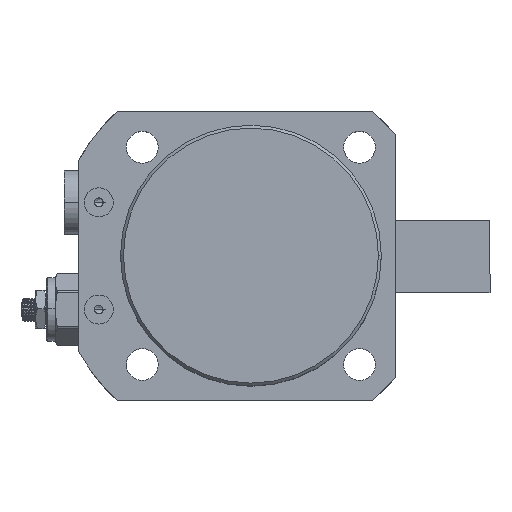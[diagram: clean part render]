
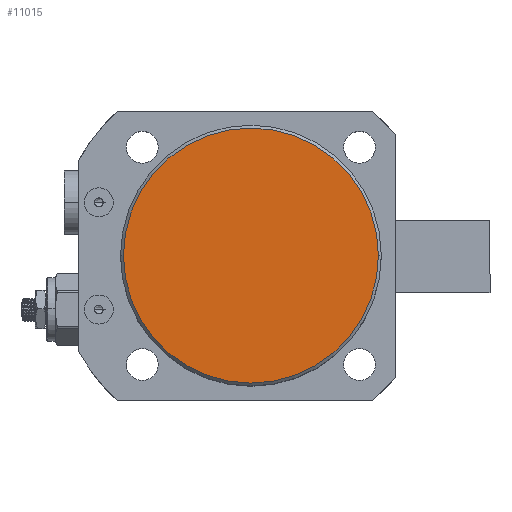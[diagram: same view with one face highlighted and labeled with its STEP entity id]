
A CAD part, top view. The second image highlights one B-rep face of the part: STEP entity #11015.
In plain terms, the highlighted planar face has unit normal (0, 0, 1).
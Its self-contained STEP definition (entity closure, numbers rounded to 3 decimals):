
#573 = EDGE_CURVE ( 'NONE', #3085, #9769, #4032, .T. ) ;
#836 = DIRECTION ( 'NONE',  ( 1., 0., 0. ) ) ;
#1014 = AXIS2_PLACEMENT_3D ( 'NONE', #9120, #8303, #8254 ) ;
#2296 = CIRCLE ( 'NONE', #1014, 44. ) ;
#2732 = FACE_OUTER_BOUND ( 'NONE', #6954, .T. ) ;
#2784 = CARTESIAN_POINT ( 'NONE',  ( 44., 0., 81. ) ) ;
#3085 = VERTEX_POINT ( 'NONE', #2784 ) ;
#3673 = AXIS2_PLACEMENT_3D ( 'NONE', #13323, #13304, #13279 ) ;
#4032 = CIRCLE ( 'NONE', #3673, 44. ) ;
#6159 = CARTESIAN_POINT ( 'NONE',  ( -44., 0., 81. ) ) ;
#6731 = PLANE ( 'NONE',  #12437 ) ;
#6954 = EDGE_LOOP ( 'NONE', ( #11660, #11970 ) ) ;
#7822 = DIRECTION ( 'NONE',  ( 0., 0., 1. ) ) ;
#8254 = DIRECTION ( 'NONE',  ( 1., 0., 0. ) ) ;
#8303 = DIRECTION ( 'NONE',  ( 0., 0., 1. ) ) ;
#9120 = CARTESIAN_POINT ( 'NONE',  ( 0., 0., 81. ) ) ;
#9184 = EDGE_CURVE ( 'NONE', #9769, #3085, #2296, .T. ) ;
#9769 = VERTEX_POINT ( 'NONE', #6159 ) ;
#11015 = ADVANCED_FACE ( 'NONE', ( #2732 ), #6731, .T. ) ;
#11660 = ORIENTED_EDGE ( 'NONE', *, *, #9184, .T. ) ;
#11970 = ORIENTED_EDGE ( 'NONE', *, *, #573, .T. ) ;
#12437 = AXIS2_PLACEMENT_3D ( 'NONE', #14321, #7822, #836 ) ;
#13279 = DIRECTION ( 'NONE',  ( 1., 0., 0. ) ) ;
#13304 = DIRECTION ( 'NONE',  ( 0., 0., 1. ) ) ;
#13323 = CARTESIAN_POINT ( 'NONE',  ( 0., 0., 81. ) ) ;
#14321 = CARTESIAN_POINT ( 'NONE',  ( 0., 0., 81. ) ) ;
